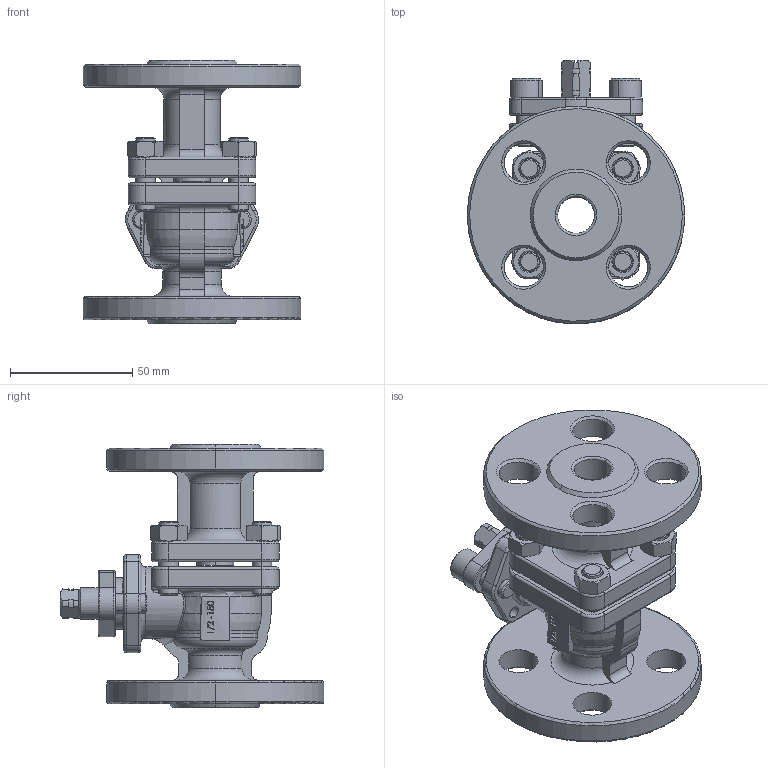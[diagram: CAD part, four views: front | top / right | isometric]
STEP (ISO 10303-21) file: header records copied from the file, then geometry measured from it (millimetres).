
FILE_DESCRIPTION (( 'STEP AP214' ), '1' );
FILE_NAME ('FM-F1-0050-XXX.step', '2019-10-30T12:37:08', ( '' ), ( '' ), 'SwSTEP 2.0', 'SolidWorks 2019', '' );
FILE_SCHEMA (( 'AUTOMOTIVE_DESIGN' ));
Length unit declared in the file: inch
Products named in the file (1): FM-F1-0050-XXX
Bounding box: 89 x 107.92 x 108 mm (x, y, z)
Surface area: 63175.4 mm2 (no closed solid volume)
Topology: 0 solids, 19 shells, 687 faces, 1742 edges, 1061 vertices
Faces by surface type: cone 204, plane 189, cylinder 172, torus 76, bspline 42, sphere 4
Entity records: 42343 total; most frequent: CARTESIAN_POINT 20534, ORIENTED_EDGE 3253, EDGE_CURVE 1734, B_SPLINE_CURVE_WITH_KNOTS 1615, DIRECTION 1432, VERTEX_POINT 1061, EDGE_LOOP 761, UNCERTAINTY_MEASURE_WITH_UNIT 689
